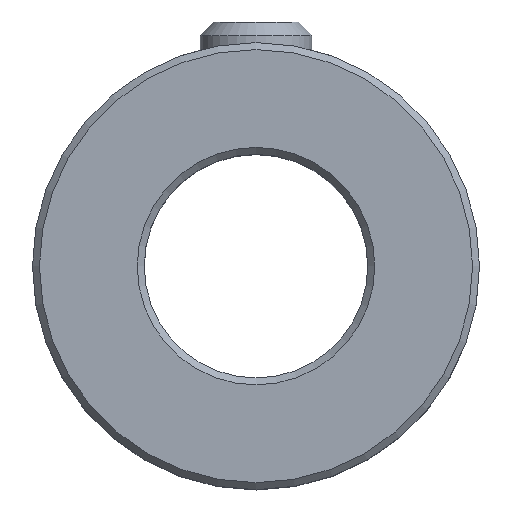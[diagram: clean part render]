
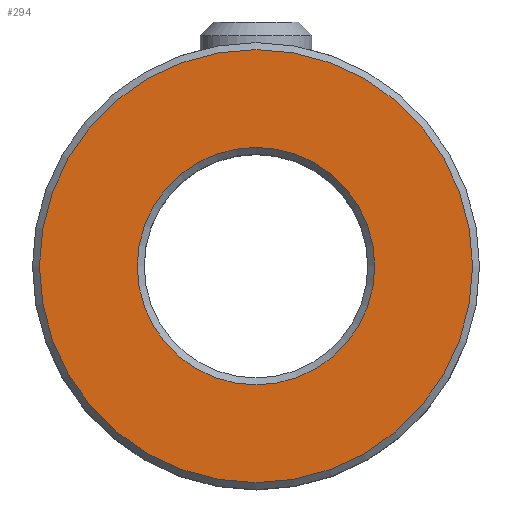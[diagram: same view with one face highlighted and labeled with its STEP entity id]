
A CAD part, top view. The second image highlights one B-rep face of the part: STEP entity #294.
In plain terms, the highlighted planar face has unit normal (0, 0, 1).
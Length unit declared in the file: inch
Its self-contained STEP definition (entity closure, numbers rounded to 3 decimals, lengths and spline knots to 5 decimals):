
#55=PLANE($,#327);
#77=CIRCLE($,#326,0.26563);
#78=CIRCLE($,#328,0.48438);
#91=FACE_BOUND($,#134,.T.);
#104=FACE_OUTER_BOUND($,#133,.T.);
#133=EDGE_LOOP($,(#234));
#134=EDGE_LOOP($,(#235));
#167=VERTEX_POINT($,#532);
#168=VERTEX_POINT($,#535);
#194=EDGE_CURVE($,#167,#167,#77,.T.);
#195=EDGE_CURVE($,#168,#168,#78,.T.);
#234=ORIENTED_EDGE($,*,*,#195,.F.);
#235=ORIENTED_EDGE($,*,*,#194,.F.);
#294=ADVANCED_FACE($,(#104,#91),#55,.F.);
#326=AXIS2_PLACEMENT_3D($,#533,#377,#378);
#327=AXIS2_PLACEMENT_3D($,#534,#379,#380);
#328=AXIS2_PLACEMENT_3D($,#536,#381,#382);
#377=DIRECTION('center_axis',(0.,0.,1.));
#378=DIRECTION('ref_axis',(-1.,0.,0.));
#379=DIRECTION('center_axis',(0.,0.,-1.));
#380=DIRECTION('ref_axis',(-1.,0.,0.));
#381=DIRECTION('center_axis',(0.,0.,-1.));
#382=DIRECTION('ref_axis',(-1.,0.,0.));
#532=CARTESIAN_POINT('',(0.26563,0.,0.));
#533=CARTESIAN_POINT('Origin',(0.,0.,0.));
#534=CARTESIAN_POINT('Origin',(0.,0.,0.));
#535=CARTESIAN_POINT('',(0.48438,0.,0.));
#536=CARTESIAN_POINT('Origin',(0.,0.,0.));
